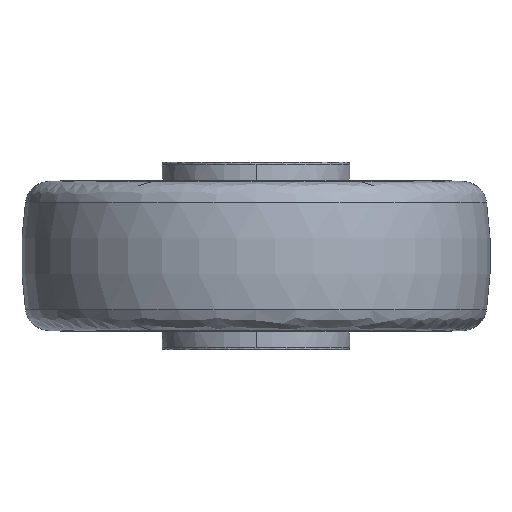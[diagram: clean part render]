
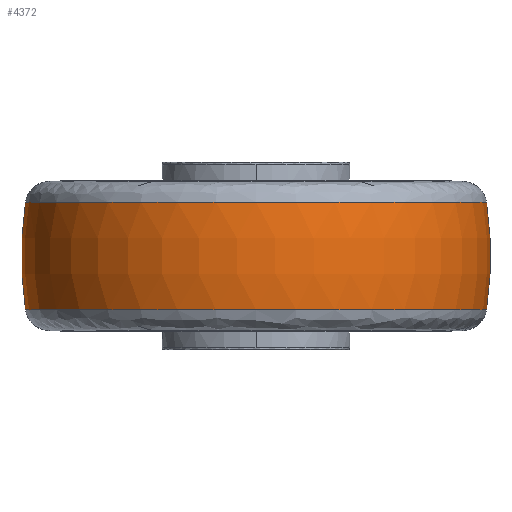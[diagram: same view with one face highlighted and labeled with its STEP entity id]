
A CAD part, front view. The second image highlights one B-rep face of the part: STEP entity #4372.
In plain terms, the highlighted toroidal (fillet/blend) face has major radius 37.5 mm and minor radius 100 mm.
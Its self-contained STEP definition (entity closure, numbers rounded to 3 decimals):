
#25 = EDGE_CURVE ( 'NONE', #1091, #5415, #7823, .T. ) ;
#239 = ORIENTED_EDGE ( 'NONE', *, *, #5188, .T. ) ;
#301 = DIRECTION ( 'NONE',  ( 0., 0., 1. ) ) ;
#965 = DIRECTION ( 'NONE',  ( 0., -1., 0. ) ) ;
#1091 = VERTEX_POINT ( 'NONE', #10703 ) ;
#1327 = ORIENTED_EDGE ( 'NONE', *, *, #25, .T. ) ;
#1333 = VERTEX_POINT ( 'NONE', #4245 ) ;
#2103 = EDGE_LOOP ( 'NONE', ( #4193, #1327, #3297, #239 ) ) ;
#3286 = AXIS2_PLACEMENT_3D ( 'NONE', #5308, #965, #8817 ) ;
#3297 = ORIENTED_EDGE ( 'NONE', *, *, #10151, .T. ) ;
#3831 = CARTESIAN_POINT ( 'NONE',  ( 41.299, -12.943, -14.337 ) ) ;
#3836 = CARTESIAN_POINT ( 'NONE',  ( -81.635, -12.996, 14.337 ) ) ;
#4193 = ORIENTED_EDGE ( 'NONE', *, *, #4446, .F. ) ;
#4245 = CARTESIAN_POINT ( 'NONE',  ( 41.299, -12.943, 14.337 ) ) ;
#4372 = ADVANCED_FACE ( 'NONE', ( #10242 ), #8731, .T. ) ;
#4446 = EDGE_CURVE ( 'NONE', #1091, #9501, #8475, .T. ) ;
#4478 = CARTESIAN_POINT ( 'NONE',  ( -20.168, -12.97, -14.337 ) ) ;
#4653 = CIRCLE ( 'NONE', #7878, 61.467 ) ;
#5188 = EDGE_CURVE ( 'NONE', #1333, #9501, #4653, .T. ) ;
#5308 = CARTESIAN_POINT ( 'NONE',  ( -57.668, -12.986, 0. ) ) ;
#5415 = VERTEX_POINT ( 'NONE', #3831 ) ;
#5637 = DIRECTION ( 'NONE',  ( -1., 0., 0. ) ) ;
#6199 = DIRECTION ( 'NONE',  ( 0., 0., 1. ) ) ;
#6373 = CARTESIAN_POINT ( 'NONE',  ( -20.168, -12.97, 0. ) ) ;
#6453 = CIRCLE ( 'NONE', #3286, 100. ) ;
#6532 = CARTESIAN_POINT ( 'NONE',  ( 17.332, -12.953, 0. ) ) ;
#6865 = AXIS2_PLACEMENT_3D ( 'NONE', #6373, #301, #8958 ) ;
#7418 = CARTESIAN_POINT ( 'NONE',  ( -20.168, -12.97, 14.337 ) ) ;
#7823 = CIRCLE ( 'NONE', #10468, 61.467 ) ;
#7878 = AXIS2_PLACEMENT_3D ( 'NONE', #7418, #8732, #8052 ) ;
#8052 = DIRECTION ( 'NONE',  ( -1., 0., 0. ) ) ;
#8362 = DIRECTION ( 'NONE',  ( 0., 1., 0. ) ) ;
#8475 = CIRCLE ( 'NONE', #9746, 100. ) ;
#8731 = TOROIDAL_SURFACE ( 'NONE', #6865, -37.5, 100. ) ;
#8732 = DIRECTION ( 'NONE',  ( 0., 0., -1. ) ) ;
#8817 = DIRECTION ( 'NONE',  ( 1., 0., 0. ) ) ;
#8958 = DIRECTION ( 'NONE',  ( 1., 0., 0. ) ) ;
#9501 = VERTEX_POINT ( 'NONE', #3836 ) ;
#9728 = DIRECTION ( 'NONE',  ( 1., 0., 0. ) ) ;
#9746 = AXIS2_PLACEMENT_3D ( 'NONE', #6532, #8362, #5637 ) ;
#10151 = EDGE_CURVE ( 'NONE', #5415, #1333, #6453, .T. ) ;
#10242 = FACE_OUTER_BOUND ( 'NONE', #2103, .T. ) ;
#10468 = AXIS2_PLACEMENT_3D ( 'NONE', #4478, #6199, #9728 ) ;
#10703 = CARTESIAN_POINT ( 'NONE',  ( -81.635, -12.996, -14.337 ) ) ;
